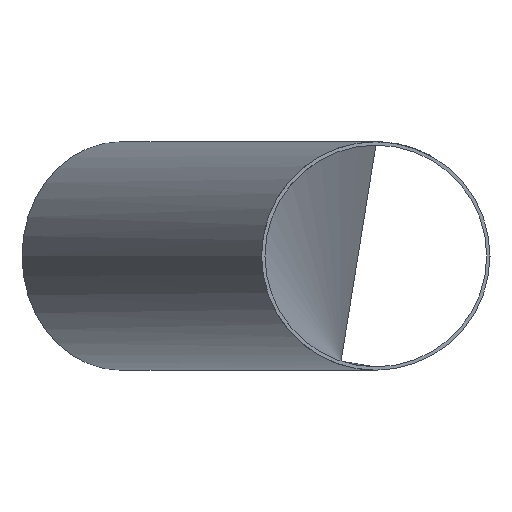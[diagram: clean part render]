
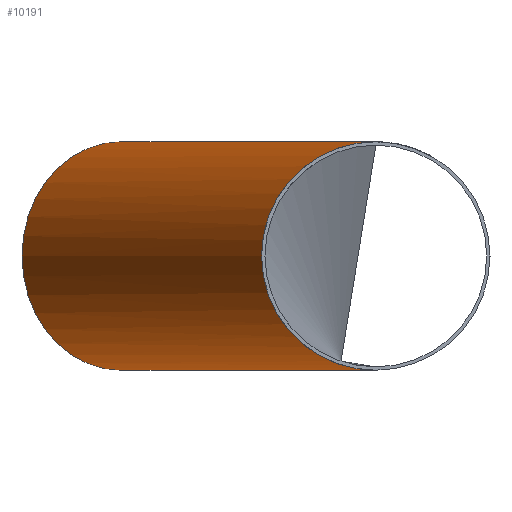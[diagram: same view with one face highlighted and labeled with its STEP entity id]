
A CAD part, left-side view. The second image highlights one B-rep face of the part: STEP entity #10191.
In plain terms, the highlighted cylindrical face has radius 136.5 mm (diameter 273 mm), a full revolution.
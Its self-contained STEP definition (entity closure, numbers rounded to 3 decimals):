
#526 = ORIENTED_EDGE ( 'NONE', *, *, #8578, .F. ) ;
#1249 = VERTEX_POINT ( 'NONE', #24868 ) ;
#2267 =( BOUNDED_CURVE ( )  B_SPLINE_CURVE ( 3, ( #16200, #25718, #19069, #26006 ),
 .UNSPECIFIED., .F., .T. ) 
 B_SPLINE_CURVE_WITH_KNOTS ( ( 4, 4 ),
 ( 1.571, 4.712 ),
 .UNSPECIFIED. ) 
 CURVE ( )  GEOMETRIC_REPRESENTATION_ITEM ( )  RATIONAL_B_SPLINE_CURVE ( ( 1., 0.333, 0.333, 1. ) ) 
 REPRESENTATION_ITEM ( '' )  );
#3604 = ORIENTED_EDGE ( 'NONE', *, *, #25474, .F. ) ;
#3734 = CARTESIAN_POINT ( 'NONE',  ( 291.353, 304.712, 0. ) ) ;
#4542 =( BOUNDED_CURVE ( )  B_SPLINE_CURVE ( 3, ( #24154, #19497, #28788, #6258 ),
 .UNSPECIFIED., .F., .F. ) 
 B_SPLINE_CURVE_WITH_KNOTS ( ( 4, 4 ),
 ( 4.712, 7.854 ),
 .UNSPECIFIED. ) 
 CURVE ( )  GEOMETRIC_REPRESENTATION_ITEM ( )  RATIONAL_B_SPLINE_CURVE ( ( 1., 0.333, 0.333, 1. ) ) 
 REPRESENTATION_ITEM ( '' )  );
#6258 = CARTESIAN_POINT ( 'NONE',  ( -236.425, 0., -136.5 ) ) ;
#6496 = FACE_OUTER_BOUND ( 'NONE', #22109, .T. ) ;
#7435 = CARTESIAN_POINT ( 'NONE',  ( 223.103, 422.925, 0. ) ) ;
#8578 = EDGE_CURVE ( 'NONE', #26099, #1249, #2267, .T. ) ;
#9519 = EDGE_LOOP ( 'NONE', ( #3604 ) ) ;
#10191 = ADVANCED_FACE ( 'NONE', ( #6496, #11452 ), #26643, .T. ) ;
#10698 = CIRCLE ( 'NONE', #14292, 136.5 ) ;
#11452 = FACE_OUTER_BOUND ( 'NONE', #9519, .T. ) ;
#11531 = CARTESIAN_POINT ( 'NONE',  ( -236.425, 0., -136.5 ) ) ;
#12612 = DIRECTION ( 'NONE',  ( 0.866, 0.5, 0. ) ) ;
#14292 = AXIS2_PLACEMENT_3D ( 'NONE', #3734, #12612, #19502 ) ;
#16200 = CARTESIAN_POINT ( 'NONE',  ( -236.425, 0., -136.5 ) ) ;
#16779 = ORIENTED_EDGE ( 'NONE', *, *, #28319, .F. ) ;
#19069 = CARTESIAN_POINT ( 'NONE',  ( 782.425, 273., 136.5 ) ) ;
#19461 = DIRECTION ( 'NONE',  ( 0.866, 0.5, 0. ) ) ;
#19497 = CARTESIAN_POINT ( 'NONE',  ( -309.575, 273., 136.5 ) ) ;
#19502 = DIRECTION ( 'NONE',  ( -0.5, 0.866, 0. ) ) ;
#19548 = DIRECTION ( 'NONE',  ( -0.5, 0.866, 0. ) ) ;
#21544 = CARTESIAN_POINT ( 'NONE',  ( 291.353, 304.712, 0. ) ) ;
#22109 = EDGE_LOOP ( 'NONE', ( #526, #16779 ) ) ;
#23142 = AXIS2_PLACEMENT_3D ( 'NONE', #21544, #19461, #19548 ) ;
#24154 = CARTESIAN_POINT ( 'NONE',  ( -236.425, 0., 136.5 ) ) ;
#24868 = CARTESIAN_POINT ( 'NONE',  ( -236.425, 0., 136.5 ) ) ;
#25474 = EDGE_CURVE ( 'NONE', #27537, #27537, #10698, .T. ) ;
#25718 = CARTESIAN_POINT ( 'NONE',  ( 782.425, 273., -136.5 ) ) ;
#26006 = CARTESIAN_POINT ( 'NONE',  ( -236.425, 0., 136.5 ) ) ;
#26099 = VERTEX_POINT ( 'NONE', #11531 ) ;
#26643 = CYLINDRICAL_SURFACE ( 'NONE', #23142, 136.5 ) ;
#27537 = VERTEX_POINT ( 'NONE', #7435 ) ;
#28319 = EDGE_CURVE ( 'NONE', #1249, #26099, #4542, .T. ) ;
#28788 = CARTESIAN_POINT ( 'NONE',  ( -309.575, 273., -136.5 ) ) ;
